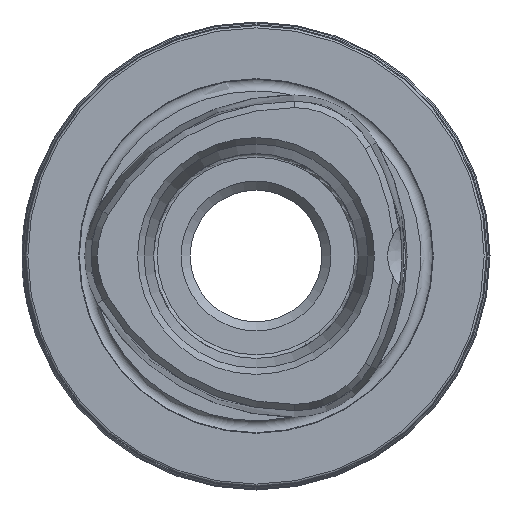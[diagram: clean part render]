
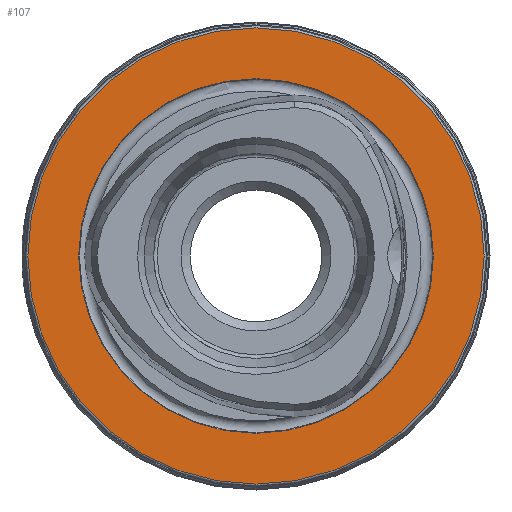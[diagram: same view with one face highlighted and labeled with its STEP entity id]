
A CAD part, left-side view. The second image highlights one B-rep face of the part: STEP entity #107.
In plain terms, the highlighted planar face has unit normal (-1, 0, 0).
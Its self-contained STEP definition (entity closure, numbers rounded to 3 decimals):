
#71 = EDGE_CURVE ( 'NONE', #4183, #4183, #291, .T. ) ;
#107 = ADVANCED_FACE ( 'NONE', ( #4085, #2011 ), #2474, .F. ) ;
#134 = EDGE_LOOP ( 'NONE', ( #3875 ) ) ;
#291 = CIRCLE ( 'NONE', #481, 24.25 ) ;
#292 = EDGE_CURVE ( 'NONE', #4472, #4472, #3395, .T. ) ;
#372 = CARTESIAN_POINT ( 'NONE',  ( 0., 0., 0. ) ) ;
#481 = AXIS2_PLACEMENT_3D ( 'NONE', #2034, #3768, #4516 ) ;
#879 = CARTESIAN_POINT ( 'NONE',  ( 0., 0., 24.25 ) ) ;
#989 = DIRECTION ( 'NONE',  ( 0., 0., -1. ) ) ;
#1389 = DIRECTION ( 'NONE',  ( 0., 0., 1. ) ) ;
#1499 = AXIS2_PLACEMENT_3D ( 'NONE', #372, #2556, #1389 ) ;
#1674 = CARTESIAN_POINT ( 'NONE',  ( 0., 24.25, 0. ) ) ;
#2011 = FACE_OUTER_BOUND ( 'NONE', #2088, .T. ) ;
#2034 = CARTESIAN_POINT ( 'NONE',  ( 0., 0., 0. ) ) ;
#2088 = EDGE_LOOP ( 'NONE', ( #4641 ) ) ;
#2331 = AXIS2_PLACEMENT_3D ( 'NONE', #1674, #4632, #989 ) ;
#2474 = PLANE ( 'NONE',  #2331 ) ;
#2556 = DIRECTION ( 'NONE',  ( -1., 0., 0. ) ) ;
#3395 = CIRCLE ( 'NONE', #1499, 31.2 ) ;
#3768 = DIRECTION ( 'NONE',  ( -1., 0., 0. ) ) ;
#3875 = ORIENTED_EDGE ( 'NONE', *, *, #71, .F. ) ;
#4085 = FACE_BOUND ( 'NONE', #134, .T. ) ;
#4086 = CARTESIAN_POINT ( 'NONE',  ( 0., 0., 31.2 ) ) ;
#4183 = VERTEX_POINT ( 'NONE', #879 ) ;
#4472 = VERTEX_POINT ( 'NONE', #4086 ) ;
#4516 = DIRECTION ( 'NONE',  ( 0., 0., 1. ) ) ;
#4632 = DIRECTION ( 'NONE',  ( 1., 0., 0. ) ) ;
#4641 = ORIENTED_EDGE ( 'NONE', *, *, #292, .T. ) ;
